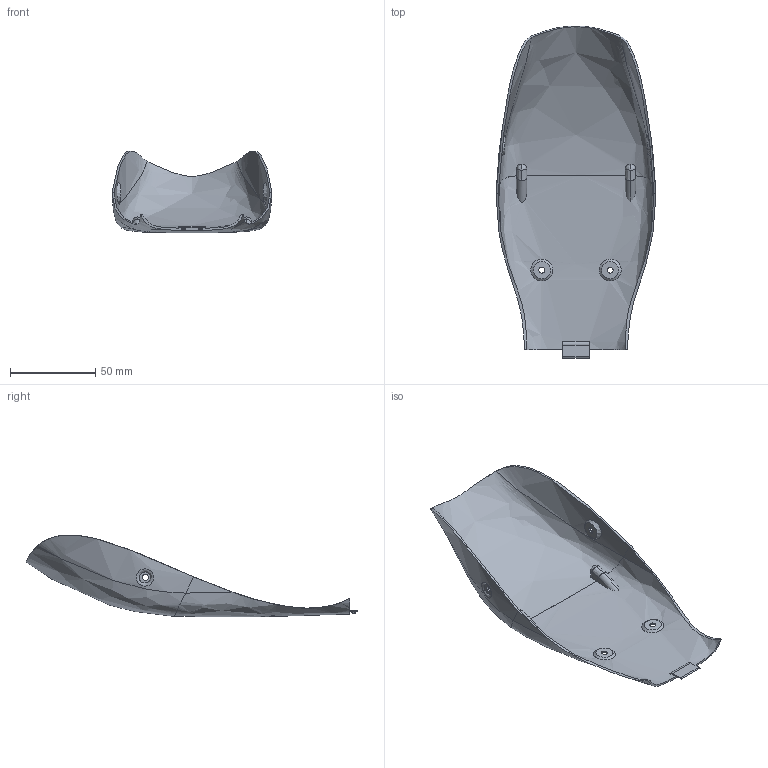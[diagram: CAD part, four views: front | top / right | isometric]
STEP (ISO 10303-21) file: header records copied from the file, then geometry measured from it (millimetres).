
FILE_DESCRIPTION(/* description */ (''),/* implementation_level */ '2;1');
FILE_NAME(/* name */ 'Bash Plate Two Part v3.step',/* time_stamp */ '2016-10-15T17:30:59+11:00',/* author */ (''),/* organization */ (''),/* preprocessor_version */ 'ST-DEVELOPER v16.5',/* originating_system */ 'Autodesk Translation Framework v5.2.0.2031',/* authorisation */ '');
FILE_SCHEMA (('AUTOMOTIVE_DESIGN { 1 0 10303 214 3 1 1 }'));
Length unit declared in the file: centimetre
Products named in the file (3): Bash Plate Two Part v3; Bash Plate part A; Bash Plate part B
Assembly tree (2 placements, depth 2):
  Bash Plate Two Part v3
    Bash Plate part A
    Bash Plate part B
Bounding box: 93.76 x 194.51 x 48.01 mm (x, y, z)
Volume: 25531.6 mm3; surface area: 42128 mm2
Topology: 2 solids, 2 shells, 88 faces, 209 edges, 139 vertices
Faces by surface type: bspline 37, plane 30, cylinder 17, torus 2, cone 2
Full cylindrical faces by diameter (mm): 3.5 x4, 3.8 x1, 4 x3
Entity records: 13888 total; most frequent: CARTESIAN_POINT 12088, ORIENTED_EDGE 386, DIRECTION 274, EDGE_CURVE 193, VERTEX_POINT 135, EDGE_LOOP 122, AXIS2_PLACEMENT_3D 115, FACE_OUTER_BOUND 88
